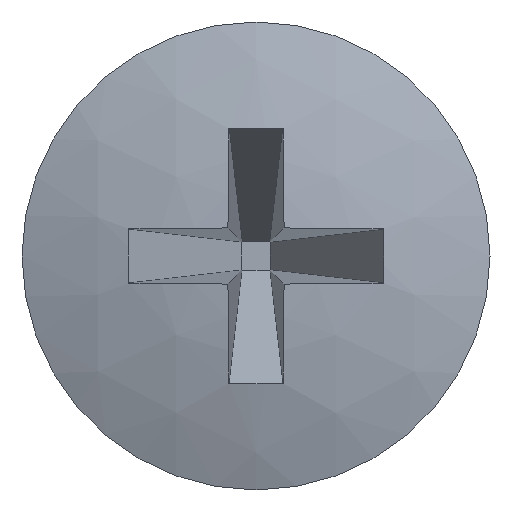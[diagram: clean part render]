
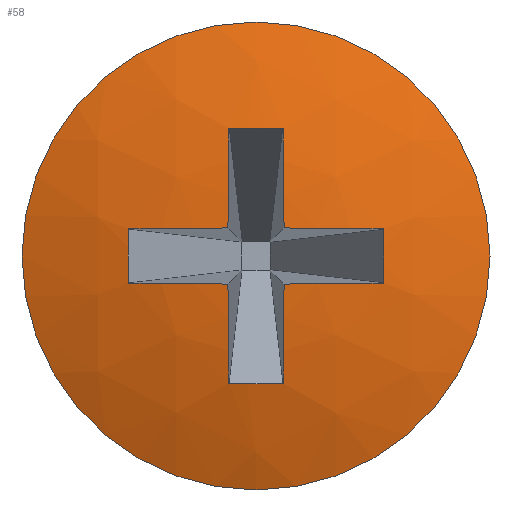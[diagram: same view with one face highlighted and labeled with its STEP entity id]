
A CAD part, left-side view. The second image highlights one B-rep face of the part: STEP entity #58.
In plain terms, the highlighted spherical face has radius 11.6 mm.
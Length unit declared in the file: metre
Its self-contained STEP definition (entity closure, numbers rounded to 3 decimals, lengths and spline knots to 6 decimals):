
#58 = ADVANCED_FACE( 'NONE', ( #119, #120 ), #121, .T. );
#119 = FACE_BOUND( '', #184, .T. );
#120 = FACE_OUTER_BOUND( '', #185, .T. );
#121 = SPHERICAL_SURFACE( '', #186, 0.0116 );
#184 = EDGE_LOOP( '', ( #277, #278, #279, #280, #281, #282, #283, #284, #285, #286, #287, #288 ) );
#185 = EDGE_LOOP( '', ( #289 ) );
#186 = AXIS2_PLACEMENT_3D( '', #290, #291, #292 );
#277 = ORIENTED_EDGE( '', *, *, #369, .F. );
#278 = ORIENTED_EDGE( '', *, *, #374, .T. );
#279 = ORIENTED_EDGE( '', *, *, #385, .T. );
#280 = ORIENTED_EDGE( '', *, *, #355, .F. );
#281 = ORIENTED_EDGE( '', *, *, #386, .T. );
#282 = ORIENTED_EDGE( '', *, *, #387, .T. );
#283 = ORIENTED_EDGE( '', *, *, #378, .F. );
#284 = ORIENTED_EDGE( '', *, *, #388, .T. );
#285 = ORIENTED_EDGE( '', *, *, #389, .T. );
#286 = ORIENTED_EDGE( '', *, *, #360, .F. );
#287 = ORIENTED_EDGE( '', *, *, #366, .T. );
#288 = ORIENTED_EDGE( '', *, *, #383, .T. );
#289 = ORIENTED_EDGE( '', *, *, #390, .T. );
#290 = CARTESIAN_POINT( '', ( 0.0116, 0., 0. ) );
#291 = DIRECTION( '', ( 0., -1., 0. ) );
#292 = DIRECTION( '', ( 0., 0., -1. ) );
#355 = EDGE_CURVE( 'NONE', #405, #406, #407, .T. );
#360 = EDGE_CURVE( 'NONE', #414, #415, #416, .T. );
#366 = EDGE_CURVE( 'NONE', #414, #423, #425, .T. );
#369 = EDGE_CURVE( 'NONE', #427, #429, #430, .T. );
#374 = EDGE_CURVE( 'NONE', #427, #434, #436, .T. );
#378 = EDGE_CURVE( 'NONE', #441, #442, #443, .T. );
#383 = EDGE_CURVE( 'NONE', #423, #429, #448, .T. );
#385 = EDGE_CURVE( 'NONE', #434, #406, #450, .T. );
#386 = EDGE_CURVE( 'NONE', #405, #451, #452, .T. );
#387 = EDGE_CURVE( 'NONE', #451, #442, #453, .T. );
#388 = EDGE_CURVE( 'NONE', #441, #454, #455, .T. );
#389 = EDGE_CURVE( 'NONE', #454, #415, #456, .T. );
#390 = EDGE_CURVE( 'NONE', #457, #457, #458, .T. );
#405 = VERTEX_POINT( 'NONE', #475 );
#406 = VERTEX_POINT( 'NONE', #476 );
#407 = CIRCLE( '', #477, 0.010509 );
#414 = VERTEX_POINT( 'NONE', #487 );
#415 = VERTEX_POINT( 'NONE', #488 );
#416 = CIRCLE( '', #489, 0.010509 );
#423 = VERTEX_POINT( 'NONE', #499 );
#425 = CIRCLE( '', #502, 0.01159 );
#427 = VERTEX_POINT( 'NONE', #504 );
#429 = VERTEX_POINT( 'NONE', #507 );
#430 = CIRCLE( '', #508, 0.010509 );
#434 = VERTEX_POINT( 'NONE', #514 );
#436 = CIRCLE( '', #517, 0.01159 );
#441 = VERTEX_POINT( 'NONE', #522 );
#442 = VERTEX_POINT( 'NONE', #523 );
#443 = CIRCLE( '', #524, 0.010509 );
#448 = CIRCLE( '', #532, 0.01159 );
#450 = CIRCLE( '', #534, 0.01159 );
#451 = VERTEX_POINT( 'NONE', #535 );
#452 = CIRCLE( '', #536, 0.01159 );
#453 = CIRCLE( '', #537, 0.01159 );
#454 = VERTEX_POINT( 'NONE', #538 );
#455 = CIRCLE( '', #539, 0.01159 );
#456 = CIRCLE( '', #540, 0.01159 );
#457 = VERTEX_POINT( '', #541 );
#458 = CIRCLE( '', #542, 0.0042 );
#475 = CARTESIAN_POINT( '', ( 0.000238, 0.002285, 0.000485 ) );
#476 = CARTESIAN_POINT( '', ( 0.000238, 0.002285, -0.000485 ) );
#477 = AXIS2_PLACEMENT_3D( '', #560, #561, #562 );
#487 = CARTESIAN_POINT( '', ( 0.000238, -0.002285, -0.000485 ) );
#488 = CARTESIAN_POINT( '', ( 0.000238, -0.002285, 0.000485 ) );
#489 = AXIS2_PLACEMENT_3D( '', #566, #567, #568 );
#499 = CARTESIAN_POINT( '', ( 0.000022, -0.000503, -0.000503 ) );
#502 = AXIS2_PLACEMENT_3D( '', #573, #574, #575 );
#504 = CARTESIAN_POINT( '', ( 0.000238, 0.000485, -0.002285 ) );
#507 = CARTESIAN_POINT( '', ( 0.000238, -0.000485, -0.002285 ) );
#508 = AXIS2_PLACEMENT_3D( '', #577, #578, #579 );
#514 = CARTESIAN_POINT( '', ( 0.000022, 0.000503, -0.000503 ) );
#517 = AXIS2_PLACEMENT_3D( '', #583, #584, #585 );
#522 = CARTESIAN_POINT( '', ( 0.000238, -0.000485, 0.002285 ) );
#523 = CARTESIAN_POINT( '', ( 0.000238, 0.000485, 0.002285 ) );
#524 = AXIS2_PLACEMENT_3D( '', #589, #590, #591 );
#532 = AXIS2_PLACEMENT_3D( '', #595, #596, #597 );
#534 = AXIS2_PLACEMENT_3D( '', #598, #599, #600 );
#535 = CARTESIAN_POINT( '', ( 0.000022, 0.000503, 0.000503 ) );
#536 = AXIS2_PLACEMENT_3D( '', #601, #602, #603 );
#537 = AXIS2_PLACEMENT_3D( '', #604, #605, #606 );
#538 = CARTESIAN_POINT( '', ( 0.000022, -0.000503, 0.000503 ) );
#539 = AXIS2_PLACEMENT_3D( '', #607, #608, #609 );
#540 = AXIS2_PLACEMENT_3D( '', #610, #611, #612 );
#541 = CARTESIAN_POINT( '', ( 0.000787, -0.0042, 0. ) );
#542 = AXIS2_PLACEMENT_3D( '', #613, #614, #615 );
#560 = CARTESIAN_POINT( '', ( 0.008683, -0.003951, 0. ) );
#561 = DIRECTION( '', ( -0.594, -0.804, 0. ) );
#562 = DIRECTION( '', ( -0.804, 0.594, 0. ) );
#566 = CARTESIAN_POINT( '', ( 0.008683, 0.003951, 0. ) );
#567 = DIRECTION( '', ( -0.594, 0.804, 0. ) );
#568 = DIRECTION( '', ( 0.804, 0.594, 0. ) );
#573 = CARTESIAN_POINT( '', ( 0.01156, 0., 0.000471 ) );
#574 = DIRECTION( '', ( 0.084, 0., -0.996 ) );
#575 = DIRECTION( '', ( -0.996, 0., -0.084 ) );
#577 = CARTESIAN_POINT( '', ( 0.008683, 0., 0.003951 ) );
#578 = DIRECTION( '', ( -0.594, 0., 0.804 ) );
#579 = DIRECTION( '', ( 0.804, 0., 0.594 ) );
#583 = CARTESIAN_POINT( '', ( 0.01156, -0.000471, 0. ) );
#584 = DIRECTION( '', ( 0.084, 0.996, 0. ) );
#585 = DIRECTION( '', ( 0.996, -0.084, 0. ) );
#589 = CARTESIAN_POINT( '', ( 0.008683, 0., -0.003951 ) );
#590 = DIRECTION( '', ( -0.594, 0., -0.804 ) );
#591 = DIRECTION( '', ( -0.804, 0., 0.594 ) );
#595 = CARTESIAN_POINT( '', ( 0.01156, 0.000471, 0. ) );
#596 = DIRECTION( '', ( 0.084, -0.996, 0. ) );
#597 = DIRECTION( '', ( -0.996, -0.084, 0. ) );
#598 = CARTESIAN_POINT( '', ( 0.01156, 0., 0.000471 ) );
#599 = DIRECTION( '', ( 0.084, 0., -0.996 ) );
#600 = DIRECTION( '', ( -0.996, 0., -0.084 ) );
#601 = CARTESIAN_POINT( '', ( 0.01156, 0., -0.000471 ) );
#602 = DIRECTION( '', ( 0.084, 0., 0.996 ) );
#603 = DIRECTION( '', ( 0.996, 0., -0.084 ) );
#604 = CARTESIAN_POINT( '', ( 0.01156, -0.000471, 0. ) );
#605 = DIRECTION( '', ( 0.084, 0.996, 0. ) );
#606 = DIRECTION( '', ( 0.996, -0.084, 0. ) );
#607 = CARTESIAN_POINT( '', ( 0.01156, 0.000471, 0. ) );
#608 = DIRECTION( '', ( 0.084, -0.996, 0. ) );
#609 = DIRECTION( '', ( -0.996, -0.084, 0. ) );
#610 = CARTESIAN_POINT( '', ( 0.01156, 0., -0.000471 ) );
#611 = DIRECTION( '', ( 0.084, 0., 0.996 ) );
#612 = DIRECTION( '', ( 0.996, 0., -0.084 ) );
#613 = CARTESIAN_POINT( '', ( 0.000787, 0., 0. ) );
#614 = DIRECTION( '', ( -1., 0., 0. ) );
#615 = DIRECTION( '', ( 0., -1., 0. ) );
